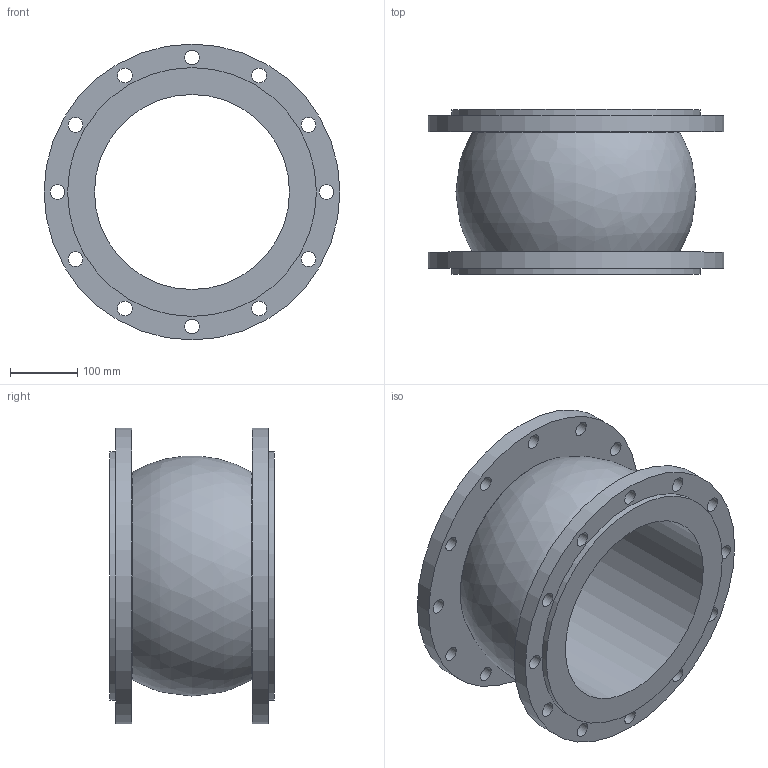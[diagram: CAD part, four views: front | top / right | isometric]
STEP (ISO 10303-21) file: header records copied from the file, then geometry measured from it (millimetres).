
FILE_DESCRIPTION(/* description */ ('Гибкая антивибрационная вставка ZKV EPDM PN10, DN300'),/* implementation_level */ '2;1');
FILE_NAME(/* name */ 'Гибкая антивибрационная вставка ZKV EPDM PN10, DN300.stp',/* time_stamp */ '2024-02-20T11:06:30+03:00',/* author */ ('Сазонов'),/* organization */ (''),/* preprocessor_version */ 'ST-DEVELOPER v18.1',/* originating_system */ 'Autodesk Inventor 2022',/* authorisation */ '');
FILE_SCHEMA (('AUTOMOTIVE_DESIGN { 1 0 10303 214 3 1 1 }'));
Length unit declared in the file: millimetre
Products named in the file (1): Гибкая антивибрационная 
вставка ZKV EPDM PN10, DN300
Bounding box: 440 x 245 x 440 mm (x, y, z)
Volume: 9218035.7 mm3; surface area: 859710.9 mm2
Topology: 1 solids, 1 shells, 38 faces, 94 edges, 62 vertices
Faces by surface type: cylinder 29, plane 6, torus 2, bspline 1
Full cylindrical faces by diameter (mm): 22 x24, 290 x1, 370 x2, 440 x2
Entity records: 1386 total; most frequent: DIRECTION 235, CARTESIAN_POINT 221, ORIENTED_EDGE 188, AXIS2_PLACEMENT_3D 103, EDGE_CURVE 94, EDGE_LOOP 92, CIRCLE 65, VERTEX_POINT 62
